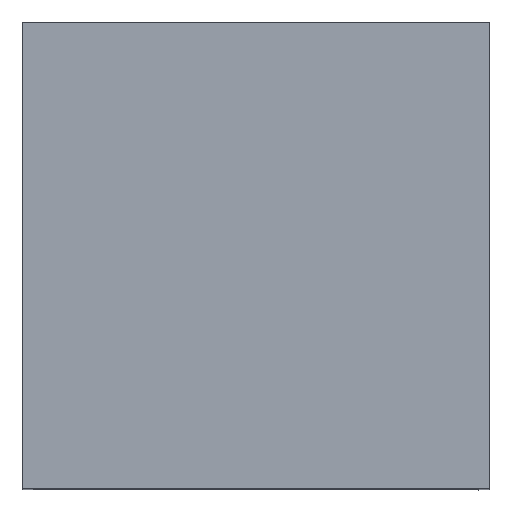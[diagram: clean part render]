
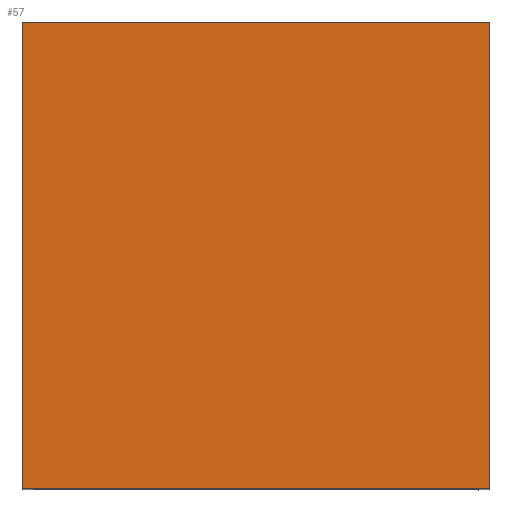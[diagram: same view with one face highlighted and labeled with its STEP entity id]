
A CAD part, top view. The second image highlights one B-rep face of the part: STEP entity #57.
In plain terms, the highlighted planar face has unit normal (0, 0, 1).
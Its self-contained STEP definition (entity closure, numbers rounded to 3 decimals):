
#57=ADVANCED_FACE('',(#135),#1020,.T.);
#135=FACE_OUTER_BOUND('',#213,.T.);
#213=EDGE_LOOP('',(#297,#298,#299,#300));
#297=ORIENTED_EDGE('',*,*,#608,.T.);
#298=ORIENTED_EDGE('',*,*,#609,.T.);
#299=ORIENTED_EDGE('',*,*,#610,.F.);
#300=ORIENTED_EDGE('',*,*,#606,.F.);
#606=EDGE_CURVE('',#918,#919,#762,.T.);
#608=EDGE_CURVE('',#918,#920,#764,.T.);
#609=EDGE_CURVE('',#920,#921,#765,.T.);
#610=EDGE_CURVE('',#919,#921,#766,.T.);
#762=B_SPLINE_CURVE_WITH_KNOTS('',1,(#1305,#1306),.UNSPECIFIED.,.F.,.F.,
(2,2),(0.,350.),.UNSPECIFIED.);
#764=B_SPLINE_CURVE_WITH_KNOTS('',1,(#1309,#1310),.UNSPECIFIED.,.F.,.F.,
(2,2),(706.,1056.),.UNSPECIFIED.);
#765=B_SPLINE_CURVE_WITH_KNOTS('',1,(#1311,#1312),.UNSPECIFIED.,.F.,.F.,
(2,2),(0.,350.),.UNSPECIFIED.);
#766=B_SPLINE_CURVE_WITH_KNOTS('',1,(#1313,#1314),.UNSPECIFIED.,.F.,.F.,
(2,2),(706.,1056.),.UNSPECIFIED.);
#918=VERTEX_POINT('',#1291);
#919=VERTEX_POINT('',#1292);
#920=VERTEX_POINT('',#1293);
#921=VERTEX_POINT('',#1294);
#1020=PLANE('',#1118);
#1118=AXIS2_PLACEMENT_3D('',#1283,#1200,$);
#1200=DIRECTION('',(0.,0.,1.));
#1283=CARTESIAN_POINT('',(54074.708,-72342.831,600.));
#1291=CARTESIAN_POINT('',(54074.708,-72342.831,600.));
#1292=CARTESIAN_POINT('',(54074.708,-71992.831,600.));
#1293=CARTESIAN_POINT('',(54424.708,-72342.831,600.));
#1294=CARTESIAN_POINT('',(54424.708,-71992.831,600.));
#1305=CARTESIAN_POINT('',(54074.708,-72342.831,600.));
#1306=CARTESIAN_POINT('',(54074.708,-71992.831,600.));
#1309=CARTESIAN_POINT('',(54074.708,-72342.831,600.));
#1310=CARTESIAN_POINT('',(54424.708,-72342.831,600.));
#1311=CARTESIAN_POINT('',(54424.708,-72342.831,600.));
#1312=CARTESIAN_POINT('',(54424.708,-71992.831,600.));
#1313=CARTESIAN_POINT('',(54074.708,-71992.831,600.));
#1314=CARTESIAN_POINT('',(54424.708,-71992.831,600.));
